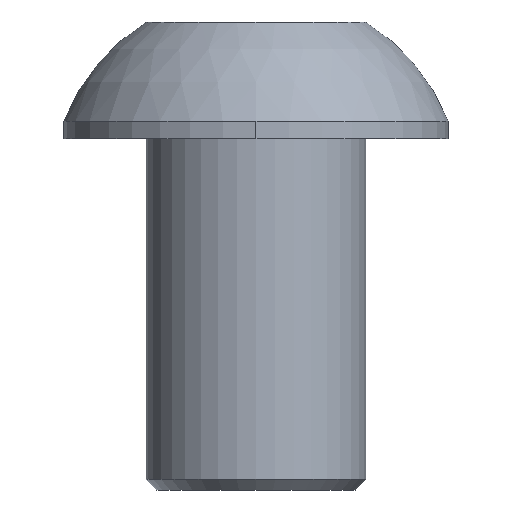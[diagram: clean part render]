
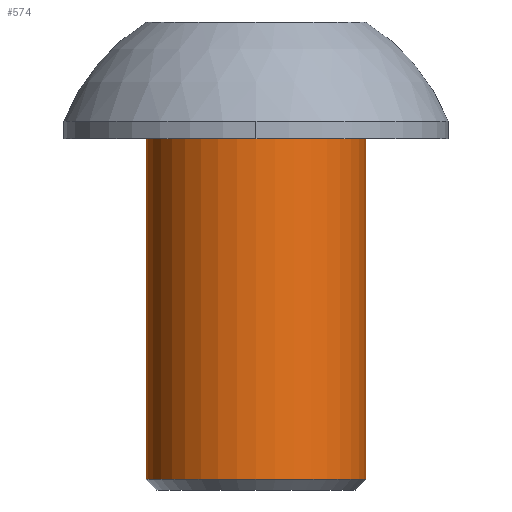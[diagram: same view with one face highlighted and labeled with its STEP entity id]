
A CAD part, left-side view. The second image highlights one B-rep face of the part: STEP entity #574.
In plain terms, the highlighted cylindrical face has radius 3.969 mm (diameter 7.938 mm), a partial arc.
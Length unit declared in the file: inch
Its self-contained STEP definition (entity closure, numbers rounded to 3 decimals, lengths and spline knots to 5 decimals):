
#17 = DIRECTION ( 'NONE',  ( 0., 1., 0. ) ) ;
#23 = AXIS2_PLACEMENT_3D ( 'NONE', #1053, #1330, #17 ) ;
#79 = CIRCLE ( 'NONE', #1026, 0.15625 ) ;
#107 = CARTESIAN_POINT ( 'NONE',  ( 0., 0.15625, -0.651 ) ) ;
#200 = DIRECTION ( 'NONE',  ( 0., 0., -1. ) ) ;
#233 = EDGE_CURVE ( 'NONE', #1107, #1476, #1200, .T. ) ;
#265 = CARTESIAN_POINT ( 'NONE',  ( 0., 0.15625, 0.27594 ) ) ;
#286 = AXIS2_PLACEMENT_3D ( 'NONE', #1263, #200, #678 ) ;
#313 = EDGE_CURVE ( 'NONE', #1172, #815, #380, .T. ) ;
#327 = CARTESIAN_POINT ( 'NONE',  ( 0., 0., -0.651 ) ) ;
#371 = DIRECTION ( 'NONE',  ( 0., 0., -1. ) ) ;
#380 = LINE ( 'NONE', #499, #390 ) ;
#390 = VECTOR ( 'NONE', #735, 39.37008 ) ;
#393 = ORIENTED_EDGE ( 'NONE', *, *, #452, .T. ) ;
#399 = CARTESIAN_POINT ( 'NONE',  ( 0., 0.15625, -0.166 ) ) ;
#400 = ORIENTED_EDGE ( 'NONE', *, *, #313, .F. ) ;
#452 = EDGE_CURVE ( 'NONE', #1172, #1107, #1151, .T. ) ;
#460 = EDGE_CURVE ( 'NONE', #1476, #815, #79, .T. ) ;
#499 = CARTESIAN_POINT ( 'NONE',  ( 0., -0.15625, 0.27594 ) ) ;
#574 = ADVANCED_FACE ( 'NONE', ( #1059 ), #1437, .T. ) ;
#678 = DIRECTION ( 'NONE',  ( 1., 0., 0. ) ) ;
#715 = DIRECTION ( 'NONE',  ( 0., 1., 0. ) ) ;
#735 = DIRECTION ( 'NONE',  ( 0., 0., -1. ) ) ;
#748 = CARTESIAN_POINT ( 'NONE',  ( 0., -0.15625, -0.651 ) ) ;
#769 = EDGE_LOOP ( 'NONE', ( #400, #393, #865, #1408 ) ) ;
#775 = CARTESIAN_POINT ( 'NONE',  ( 0., -0.15625, -0.166 ) ) ;
#815 = VERTEX_POINT ( 'NONE', #748 ) ;
#865 = ORIENTED_EDGE ( 'NONE', *, *, #233, .T. ) ;
#973 = DIRECTION ( 'NONE',  ( 0., 0., 1. ) ) ;
#1026 = AXIS2_PLACEMENT_3D ( 'NONE', #327, #973, #715 ) ;
#1053 = CARTESIAN_POINT ( 'NONE',  ( 0., 0., 0.27594 ) ) ;
#1059 = FACE_OUTER_BOUND ( 'NONE', #769, .T. ) ;
#1107 = VERTEX_POINT ( 'NONE', #399 ) ;
#1151 = CIRCLE ( 'NONE', #286, 0.15625 ) ;
#1172 = VERTEX_POINT ( 'NONE', #775 ) ;
#1200 = LINE ( 'NONE', #265, #1512 ) ;
#1263 = CARTESIAN_POINT ( 'NONE',  ( 0., 0., -0.166 ) ) ;
#1330 = DIRECTION ( 'NONE',  ( 0., 0., -1. ) ) ;
#1408 = ORIENTED_EDGE ( 'NONE', *, *, #460, .T. ) ;
#1437 = CYLINDRICAL_SURFACE ( 'NONE', #23, 0.15625 ) ;
#1476 = VERTEX_POINT ( 'NONE', #107 ) ;
#1512 = VECTOR ( 'NONE', #371, 39.37008 ) ;
